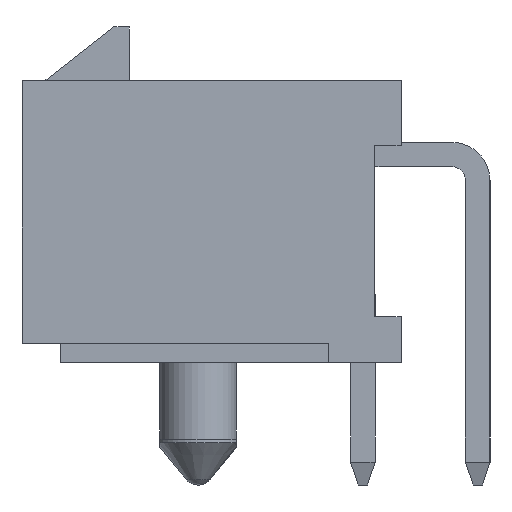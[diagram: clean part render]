
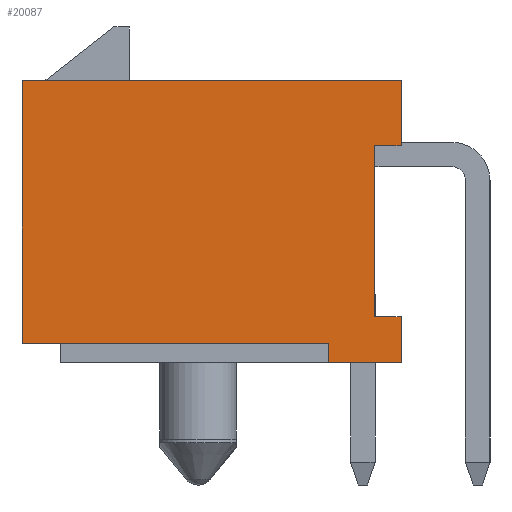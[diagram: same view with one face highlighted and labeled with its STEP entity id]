
A CAD part, left-side view. The second image highlights one B-rep face of the part: STEP entity #20087.
In plain terms, the highlighted planar face has unit normal (-1, 0, 0).
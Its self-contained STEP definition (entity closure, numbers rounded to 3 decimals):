
#1856=ORIENTED_EDGE('',*,*,#5535,.F.);
#1857=ORIENTED_EDGE('',*,*,#5351,.T.);
#1858=ORIENTED_EDGE('',*,*,#5610,.T.);
#1859=ORIENTED_EDGE('',*,*,#5611,.T.);
#1860=ORIENTED_EDGE('',*,*,#5612,.T.);
#1861=ORIENTED_EDGE('',*,*,#5613,.T.);
#1862=ORIENTED_EDGE('',*,*,#5614,.T.);
#1863=ORIENTED_EDGE('',*,*,#5407,.F.);
#1864=ORIENTED_EDGE('',*,*,#5402,.T.);
#1865=ORIENTED_EDGE('',*,*,#5615,.T.);
#5351=EDGE_CURVE('',#7243,#7242,#8652,.T.);
#5402=EDGE_CURVE('',#7281,#7283,#8703,.T.);
#5407=EDGE_CURVE('',#7281,#7286,#8708,.T.);
#5535=EDGE_CURVE('',#7243,#7371,#8827,.T.);
#5610=EDGE_CURVE('',#7242,#7426,#8902,.T.);
#5611=EDGE_CURVE('',#7426,#7427,#8903,.T.);
#5612=EDGE_CURVE('',#7427,#7428,#8904,.T.);
#5613=EDGE_CURVE('',#7428,#7429,#8905,.T.);
#5614=EDGE_CURVE('',#7429,#7286,#8906,.T.);
#5615=EDGE_CURVE('',#7283,#7371,#8907,.T.);
#7242=VERTEX_POINT('',#27307);
#7243=VERTEX_POINT('',#27309);
#7281=VERTEX_POINT('',#27410);
#7283=VERTEX_POINT('',#27414);
#7286=VERTEX_POINT('',#27424);
#7371=VERTEX_POINT('',#27666);
#7426=VERTEX_POINT('',#27824);
#7427=VERTEX_POINT('',#27826);
#7428=VERTEX_POINT('',#27828);
#7429=VERTEX_POINT('',#27830);
#8652=LINE('',#27308,#10574);
#8703=LINE('',#27415,#10625);
#8708=LINE('',#27425,#10630);
#8827=LINE('',#27672,#10749);
#8902=LINE('',#27823,#10824);
#8903=LINE('',#27825,#10825);
#8904=LINE('',#27827,#10826);
#8905=LINE('',#27829,#10827);
#8906=LINE('',#27831,#10828);
#8907=LINE('',#27832,#10829);
#10574=VECTOR('',#23073,1000.);
#10625=VECTOR('',#23154,1000.);
#10630=VECTOR('',#23163,1000.);
#10749=VECTOR('',#23350,1000.);
#10824=VECTOR('',#23471,1000.);
#10825=VECTOR('',#23472,1000.);
#10826=VECTOR('',#23473,1000.);
#10827=VECTOR('',#23474,1000.);
#10828=VECTOR('',#23475,1000.);
#10829=VECTOR('',#23476,1000.);
#12022=EDGE_LOOP('',(#1856,#1857,#1858,#1859,#1860,#1861,#1862,#1863,#1864,
#1865));
#12870=FACE_BOUND('',#12022,.T.);
#13660=PLANE('',#21005);
#20087=ADVANCED_FACE('',(#12870),#13660,.T.);
#21005=AXIS2_PLACEMENT_3D('',#27822,#23469,#23470);
#23073=DIRECTION('',(0.,-1.,0.));
#23154=DIRECTION('',(0.,0.,-1.));
#23163=DIRECTION('',(0.,-1.,0.));
#23350=DIRECTION('',(0.,0.,-1.));
#23469=DIRECTION('',(-1.,0.,0.));
#23470=DIRECTION('',(0.,0.,1.));
#23471=DIRECTION('',(0.,0.,-1.));
#23472=DIRECTION('',(0.,-1.,0.));
#23473=DIRECTION('',(0.,0.,1.));
#23474=DIRECTION('',(0.,1.,0.));
#23475=DIRECTION('',(0.,0.,-1.));
#23476=DIRECTION('',(0.,-1.,0.));
#27307=CARTESIAN_POINT('',(-15.35,-1.73,-4.25));
#27308=CARTESIAN_POINT('',(-15.35,2.73,-4.25));
#27309=CARTESIAN_POINT('',(-15.35,2.73,-4.25));
#27410=CARTESIAN_POINT('',(-15.35,3.93,-3.05));
#27414=CARTESIAN_POINT('',(-15.35,3.93,-4.95));
#27415=CARTESIAN_POINT('',(-15.35,3.93,-3.05));
#27424=CARTESIAN_POINT('',(-15.35,3.43,-3.05));
#27425=CARTESIAN_POINT('',(-15.35,3.93,-3.05));
#27666=CARTESIAN_POINT('',(-15.35,2.73,-4.95));
#27672=CARTESIAN_POINT('',(-15.35,2.73,-3.95));
#27822=CARTESIAN_POINT('',(-15.35,0.,0.));
#27823=CARTESIAN_POINT('',(-15.35,-1.73,-3.95));
#27824=CARTESIAN_POINT('',(-15.35,-1.73,-4.95));
#27825=CARTESIAN_POINT('',(-15.35,3.43,-4.95));
#27826=CARTESIAN_POINT('',(-15.35,-3.43,-4.95));
#27827=CARTESIAN_POINT('',(-15.35,-3.43,-4.95));
#27828=CARTESIAN_POINT('',(-15.35,-3.43,4.95));
#27829=CARTESIAN_POINT('',(-15.35,-3.43,4.95));
#27830=CARTESIAN_POINT('',(-15.35,3.43,4.95));
#27831=CARTESIAN_POINT('',(-15.35,3.43,4.95));
#27832=CARTESIAN_POINT('',(-15.35,3.43,-4.95));
